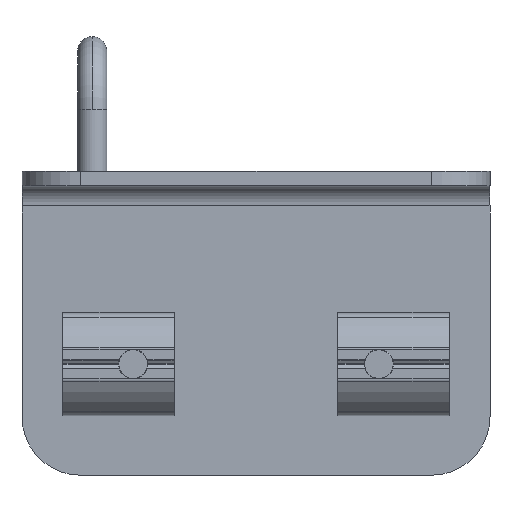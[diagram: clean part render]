
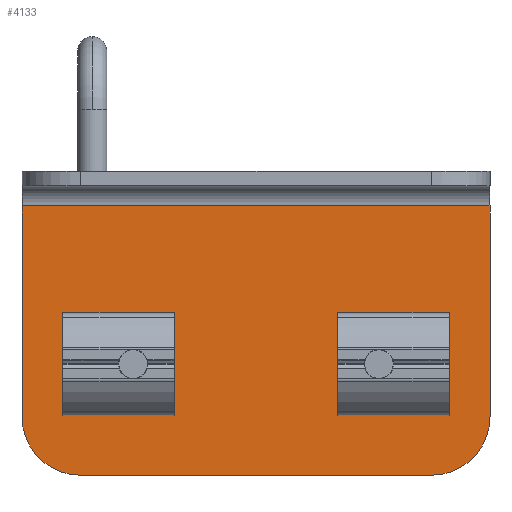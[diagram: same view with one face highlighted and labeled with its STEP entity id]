
A CAD part, left-side view. The second image highlights one B-rep face of the part: STEP entity #4133.
In plain terms, the highlighted planar face has unit normal (-1, 0, 0).
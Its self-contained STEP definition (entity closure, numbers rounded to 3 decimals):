
#16 = CARTESIAN_POINT ( 'NONE',  ( -2.54, -61., -30.46 ) ) ;
#53 = AXIS2_PLACEMENT_3D ( 'NONE', #2018, #837, #3327 ) ;
#136 = ORIENTED_EDGE ( 'NONE', *, *, #4207, .T. ) ;
#197 = VERTEX_POINT ( 'NONE', #2145 ) ;
#206 = EDGE_CURVE ( 'NONE', #960, #5070, #804, .T. ) ;
#294 = EDGE_LOOP ( 'NONE', ( #3063, #1426 ) ) ;
#360 = DIRECTION ( 'NONE',  ( 0., 0., 1. ) ) ;
#386 = EDGE_CURVE ( 'NONE', #1538, #197, #5212, .T. ) ;
#391 = VECTOR ( 'NONE', #617, 1000. ) ;
#396 = VERTEX_POINT ( 'NONE', #3225 ) ;
#406 = AXIS2_PLACEMENT_3D ( 'NONE', #16, #2123, #2044 ) ;
#448 = LINE ( 'NONE', #805, #2694 ) ;
#452 = CARTESIAN_POINT ( 'NONE',  ( -2.54, -70., -39.46 ) ) ;
#521 = CIRCLE ( 'NONE', #4209, 10. ) ;
#543 = EDGE_CURVE ( 'NONE', #5070, #960, #1470, .T. ) ;
#574 = CARTESIAN_POINT ( 'NONE',  ( -2.54, -80., -3.429 ) ) ;
#617 = DIRECTION ( 'NONE',  ( 0., 1., 0. ) ) ;
#619 = ORIENTED_EDGE ( 'NONE', *, *, #5353, .T. ) ;
#782 = CARTESIAN_POINT ( 'NONE',  ( -2.54, -19., -26.7 ) ) ;
#803 = DIRECTION ( 'NONE',  ( -1., 0., 0. ) ) ;
#804 = CIRCLE ( 'NONE', #4578, 3.76 ) ;
#805 = CARTESIAN_POINT ( 'NONE',  ( -2.54, -80., -49.46 ) ) ;
#826 = AXIS2_PLACEMENT_3D ( 'NONE', #5011, #4553, #4526 ) ;
#837 = DIRECTION ( 'NONE',  ( 1., 0., 0. ) ) ;
#856 = CARTESIAN_POINT ( 'NONE',  ( -2.54, -10., -39.46 ) ) ;
#960 = VERTEX_POINT ( 'NONE', #782 ) ;
#1032 = EDGE_CURVE ( 'NONE', #3247, #4319, #4515, .T. ) ;
#1225 = VECTOR ( 'NONE', #5273, 1000. ) ;
#1417 = CARTESIAN_POINT ( 'NONE',  ( -2.54, 0., -39.46 ) ) ;
#1426 = ORIENTED_EDGE ( 'NONE', *, *, #543, .T. ) ;
#1470 = CIRCLE ( 'NONE', #53, 3.76 ) ;
#1538 = VERTEX_POINT ( 'NONE', #574 ) ;
#1548 = CARTESIAN_POINT ( 'NONE',  ( -2.54, -80., 2.54 ) ) ;
#1651 = ORIENTED_EDGE ( 'NONE', *, *, #1032, .T. ) ;
#1786 = LINE ( 'NONE', #2165, #5001 ) ;
#1913 = LINE ( 'NONE', #4743, #391 ) ;
#1929 = VERTEX_POINT ( 'NONE', #3269 ) ;
#2018 = CARTESIAN_POINT ( 'NONE',  ( -2.54, -19., -30.46 ) ) ;
#2038 = DIRECTION ( 'NONE',  ( -1., 0., 0. ) ) ;
#2044 = DIRECTION ( 'NONE',  ( 0., 0., 1. ) ) ;
#2123 = DIRECTION ( 'NONE',  ( 1., 0., 0. ) ) ;
#2145 = CARTESIAN_POINT ( 'NONE',  ( -2.54, -80., -39.46 ) ) ;
#2165 = CARTESIAN_POINT ( 'NONE',  ( -2.54, 0., 2.54 ) ) ;
#2173 = DIRECTION ( 'NONE',  ( 1., 0., 0. ) ) ;
#2229 = DIRECTION ( 'NONE',  ( 0., 0., -1. ) ) ;
#2300 = EDGE_CURVE ( 'NONE', #5342, #3427, #4184, .T. ) ;
#2357 = CARTESIAN_POINT ( 'NONE',  ( -2.54, -61., -30.46 ) ) ;
#2396 = PLANE ( 'NONE',  #826 ) ;
#2469 = ORIENTED_EDGE ( 'NONE', *, *, #3313, .T. ) ;
#2511 = DIRECTION ( 'NONE',  ( 0., 0., 1. ) ) ;
#2538 = EDGE_CURVE ( 'NONE', #396, #197, #521, .T. ) ;
#2569 = EDGE_CURVE ( 'NONE', #1929, #3247, #1786, .T. ) ;
#2694 = VECTOR ( 'NONE', #5033, 1000. ) ;
#2715 = CARTESIAN_POINT ( 'NONE',  ( -2.54, -61., -34.22 ) ) ;
#2795 = EDGE_LOOP ( 'NONE', ( #1651, #136, #3924, #3357, #619, #3251 ) ) ;
#3056 = AXIS2_PLACEMENT_3D ( 'NONE', #2357, #3281, #360 ) ;
#3063 = ORIENTED_EDGE ( 'NONE', *, *, #206, .T. ) ;
#3169 = FACE_BOUND ( 'NONE', #5052, .T. ) ;
#3225 = CARTESIAN_POINT ( 'NONE',  ( -2.54, -70., -49.46 ) ) ;
#3247 = VERTEX_POINT ( 'NONE', #1417 ) ;
#3251 = ORIENTED_EDGE ( 'NONE', *, *, #2569, .T. ) ;
#3269 = CARTESIAN_POINT ( 'NONE',  ( -2.54, 0., -3.429 ) ) ;
#3272 = DIRECTION ( 'NONE',  ( 0., 0., 1. ) ) ;
#3281 = DIRECTION ( 'NONE',  ( 1., 0., 0. ) ) ;
#3313 = EDGE_CURVE ( 'NONE', #3427, #5342, #5394, .T. ) ;
#3327 = DIRECTION ( 'NONE',  ( 0., 0., 1. ) ) ;
#3357 = ORIENTED_EDGE ( 'NONE', *, *, #386, .F. ) ;
#3427 = VERTEX_POINT ( 'NONE', #3774 ) ;
#3774 = CARTESIAN_POINT ( 'NONE',  ( -2.54, -61., -26.7 ) ) ;
#3847 = DIRECTION ( 'NONE',  ( 0., 0., 1. ) ) ;
#3924 = ORIENTED_EDGE ( 'NONE', *, *, #2538, .T. ) ;
#4133 = ADVANCED_FACE ( 'NONE', ( #4479, #3169, #5334 ), #2396, .F. ) ;
#4163 = ORIENTED_EDGE ( 'NONE', *, *, #2300, .T. ) ;
#4184 = CIRCLE ( 'NONE', #406, 3.76 ) ;
#4207 = EDGE_CURVE ( 'NONE', #4319, #396, #448, .T. ) ;
#4209 = AXIS2_PLACEMENT_3D ( 'NONE', #452, #2038, #3272 ) ;
#4251 = CARTESIAN_POINT ( 'NONE',  ( -2.54, -19., -34.22 ) ) ;
#4254 = CARTESIAN_POINT ( 'NONE',  ( -2.54, -19., -30.46 ) ) ;
#4319 = VERTEX_POINT ( 'NONE', #5176 ) ;
#4479 = FACE_BOUND ( 'NONE', #294, .T. ) ;
#4515 = CIRCLE ( 'NONE', #5025, 10. ) ;
#4526 = DIRECTION ( 'NONE',  ( 0., 0., 1. ) ) ;
#4553 = DIRECTION ( 'NONE',  ( 1., 0., 0. ) ) ;
#4578 = AXIS2_PLACEMENT_3D ( 'NONE', #4254, #2173, #3847 ) ;
#4743 = CARTESIAN_POINT ( 'NONE',  ( -2.54, -80., -3.429 ) ) ;
#5001 = VECTOR ( 'NONE', #2229, 1000. ) ;
#5011 = CARTESIAN_POINT ( 'NONE',  ( -2.54, -80., 2.54 ) ) ;
#5025 = AXIS2_PLACEMENT_3D ( 'NONE', #856, #803, #2511 ) ;
#5033 = DIRECTION ( 'NONE',  ( 0., -1., 0. ) ) ;
#5052 = EDGE_LOOP ( 'NONE', ( #2469, #4163 ) ) ;
#5070 = VERTEX_POINT ( 'NONE', #4251 ) ;
#5176 = CARTESIAN_POINT ( 'NONE',  ( -2.54, -10., -49.46 ) ) ;
#5212 = LINE ( 'NONE', #1548, #1225 ) ;
#5273 = DIRECTION ( 'NONE',  ( 0., 0., -1. ) ) ;
#5334 = FACE_OUTER_BOUND ( 'NONE', #2795, .T. ) ;
#5342 = VERTEX_POINT ( 'NONE', #2715 ) ;
#5353 = EDGE_CURVE ( 'NONE', #1538, #1929, #1913, .T. ) ;
#5394 = CIRCLE ( 'NONE', #3056, 3.76 ) ;
